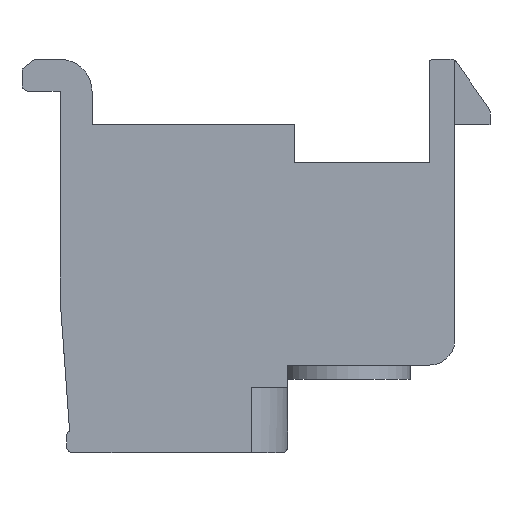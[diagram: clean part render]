
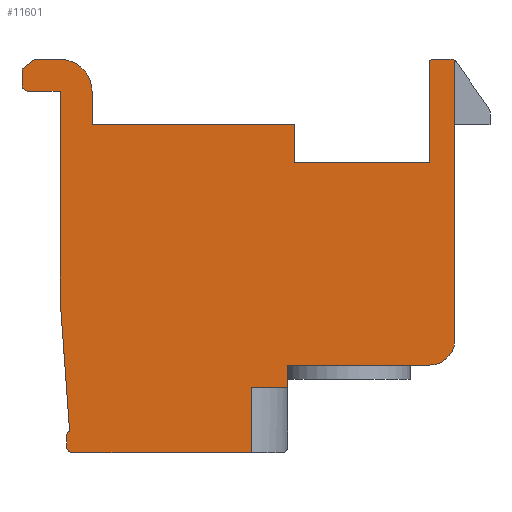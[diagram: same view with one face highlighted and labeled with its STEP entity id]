
A CAD part, front view. The second image highlights one B-rep face of the part: STEP entity #11601.
In plain terms, the highlighted planar face has unit normal (0, -1, 0).
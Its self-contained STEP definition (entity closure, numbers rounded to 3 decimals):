
#1=CARTESIAN_POINT('',(5.45,0.,-2.625));
#2=DIRECTION('',(0.,1.,0.));
#3=DIRECTION('',(1.,0.,0.));
#4=AXIS2_PLACEMENT_3D('',#1,#2,#3);
#6=DIRECTION('',(-1.,0.,0.));
#7=VECTOR('',#6,4.45);
#8=CARTESIAN_POINT('',(5.45,0.,-3.425));
#9=LINE('',#8,#7);
#10=DIRECTION('',(0.,0.,-1.));
#11=VECTOR('',#10,0.7);
#12=CARTESIAN_POINT('',(1.,0.,-3.425));
#13=LINE('',#12,#11);
#14=DIRECTION('',(1.,0.,0.));
#15=VECTOR('',#14,1.15);
#16=CARTESIAN_POINT('',(-0.15,0.,-4.125));
#17=LINE('',#16,#15);
#18=DIRECTION('',(0.,0.,1.));
#19=VECTOR('',#18,2.05);
#20=CARTESIAN_POINT('',(-0.15,0.,-6.175));
#21=LINE('',#20,#19);
#22=DIRECTION('',(-1.,0.,0.));
#23=VECTOR('',#22,5.6);
#24=CARTESIAN_POINT('',(-0.15,0.,-6.175));
#25=LINE('',#24,#23);
#26=CARTESIAN_POINT('',(-5.75,0.,-5.975));
#27=DIRECTION('',(0.,1.,0.));
#28=DIRECTION('',(0.,0.,-1.));
#29=AXIS2_PLACEMENT_3D('',#26,#27,#28);
#31=DIRECTION('',(0.,0.,1.));
#32=VECTOR('',#31,0.3);
#33=CARTESIAN_POINT('',(-5.95,0.,-5.975));
#34=LINE('',#33,#32);
#35=CARTESIAN_POINT('',(-5.75,0.,-5.675));
#36=DIRECTION('',(0.,1.,0.));
#37=DIRECTION('',(-1.,0.,0.));
#38=AXIS2_PLACEMENT_3D('',#35,#36,#37);
#40=DIRECTION('',(-0.072,0.,0.997));
#41=VECTOR('',#40,4.13);
#42=CARTESIAN_POINT('',(-5.854,0.,-5.504));
#43=LINE('',#42,#41);
#44=DIRECTION('',(0.,0.,1.));
#45=VECTOR('',#44,6.56);
#46=CARTESIAN_POINT('',(-6.15,0.,-1.385));
#47=LINE('',#46,#45);
#48=DIRECTION('',(-1.,0.,0.));
#49=VECTOR('',#48,1.);
#50=CARTESIAN_POINT('',(-6.15,0.,5.175));
#51=LINE('',#50,#49);
#52=CARTESIAN_POINT('',(-7.15,0.,5.375));
#53=DIRECTION('',(0.,1.,0.));
#54=DIRECTION('',(0.,0.,-1.));
#55=AXIS2_PLACEMENT_3D('',#52,#53,#54);
#57=DIRECTION('',(0.,0.,1.));
#58=VECTOR('',#57,0.5);
#59=CARTESIAN_POINT('',(-7.35,0.,5.375));
#60=LINE('',#59,#58);
#61=DIRECTION('',(0.785,0.,0.619));
#62=VECTOR('',#61,0.485);
#63=CARTESIAN_POINT('',(-7.35,0.,5.875));
#64=LINE('',#63,#62);
#65=DIRECTION('',(1.,0.,0.));
#66=VECTOR('',#65,0.819);
#67=CARTESIAN_POINT('',(-6.969,0.,6.175));
#68=LINE('',#67,#66);
#69=CARTESIAN_POINT('',(-6.15,0.,5.175));
#70=DIRECTION('',(0.,1.,0.));
#71=DIRECTION('',(0.,0.,1.));
#72=AXIS2_PLACEMENT_3D('',#69,#70,#71);
#74=DIRECTION('',(0.,0.,-1.));
#75=VECTOR('',#74,1.05);
#76=CARTESIAN_POINT('',(-5.15,0.,5.175));
#77=LINE('',#76,#75);
#78=DIRECTION('',(1.,0.,0.));
#79=VECTOR('',#78,6.35);
#80=CARTESIAN_POINT('',(-5.15,0.,4.125));
#81=LINE('',#80,#79);
#82=DIRECTION('',(0.,0.,-1.));
#83=VECTOR('',#82,1.2);
#84=CARTESIAN_POINT('',(1.2,0.,4.125));
#85=LINE('',#84,#83);
#86=DIRECTION('',(1.,0.,0.));
#87=VECTOR('',#86,4.25);
#88=CARTESIAN_POINT('',(1.2,0.,2.925));
#89=LINE('',#88,#87);
#90=DIRECTION('',(0.,0.,1.));
#91=VECTOR('',#90,3.213);
#92=CARTESIAN_POINT('',(5.45,0.,2.925));
#93=LINE('',#92,#91);
#94=CARTESIAN_POINT('',(5.565,0.,5.975));
#95=DIRECTION('',(0.,1.,0.));
#96=DIRECTION('',(-0.577,0.,0.816));
#97=AXIS2_PLACEMENT_3D('',#94,#95,#96);
#99=DIRECTION('',(1.,0.,0.));
#100=VECTOR('',#99,0.626);
#101=CARTESIAN_POINT('',(5.565,0.,6.175));
#102=LINE('',#101,#100);
#103=CARTESIAN_POINT('',(6.127,0.,5.986));
#104=DIRECTION('',(0.,1.,0.));
#105=DIRECTION('',(0.32,0.,0.947));
#106=AXIS2_PLACEMENT_3D('',#103,#104,#105);
#116=DIRECTION('',(0.,0.,1.));
#117=VECTOR('',#116,8.768);
#118=CARTESIAN_POINT('',(6.25,0.,-2.625));
#119=LINE('',#118,#117);
#8837=CARTESIAN_POINT('',(6.25,0.,-2.625));
#8838=CARTESIAN_POINT('',(5.45,0.,-3.425));
#8839=VERTEX_POINT('',#8837);
#8840=VERTEX_POINT('',#8838);
#8841=CARTESIAN_POINT('',(1.,0.,-3.425));
#8842=VERTEX_POINT('',#8841);
#8843=CARTESIAN_POINT('',(-5.75,0.,-6.175));
#8844=CARTESIAN_POINT('',(-5.95,0.,-5.975));
#8845=VERTEX_POINT('',#8843);
#8846=VERTEX_POINT('',#8844);
#8847=CARTESIAN_POINT('',(-5.95,0.,-5.675));
#8848=VERTEX_POINT('',#8847);
#8849=CARTESIAN_POINT('',(-5.854,0.,-5.504));
#8850=VERTEX_POINT('',#8849);
#8851=CARTESIAN_POINT('',(-6.15,0.,-1.385));
#8852=VERTEX_POINT('',#8851);
#8853=CARTESIAN_POINT('',(-6.15,0.,5.175));
#8854=VERTEX_POINT('',#8853);
#8855=CARTESIAN_POINT('',(-7.15,0.,5.175));
#8856=VERTEX_POINT('',#8855);
#8857=CARTESIAN_POINT('',(-7.35,0.,5.375));
#8858=VERTEX_POINT('',#8857);
#8859=CARTESIAN_POINT('',(-7.35,0.,5.875));
#8860=VERTEX_POINT('',#8859);
#8861=CARTESIAN_POINT('',(-6.969,0.,6.175));
#8862=VERTEX_POINT('',#8861);
#8863=CARTESIAN_POINT('',(-6.15,0.,6.175));
#8864=VERTEX_POINT('',#8863);
#8865=CARTESIAN_POINT('',(-5.15,0.,5.175));
#8866=VERTEX_POINT('',#8865);
#8867=CARTESIAN_POINT('',(-5.15,0.,4.125));
#8868=VERTEX_POINT('',#8867);
#8869=CARTESIAN_POINT('',(1.2,0.,4.125));
#8870=VERTEX_POINT('',#8869);
#8871=CARTESIAN_POINT('',(1.2,0.,2.925));
#8872=VERTEX_POINT('',#8871);
#8873=CARTESIAN_POINT('',(5.45,0.,2.925));
#8874=VERTEX_POINT('',#8873);
#8875=CARTESIAN_POINT('',(5.45,0.,6.138));
#8876=VERTEX_POINT('',#8875);
#8877=CARTESIAN_POINT('',(5.565,0.,6.175));
#8878=VERTEX_POINT('',#8877);
#8879=CARTESIAN_POINT('',(6.191,0.,6.175));
#8880=VERTEX_POINT('',#8879);
#9481=CARTESIAN_POINT('',(-0.15,0.,-6.175));
#9482=CARTESIAN_POINT('',(-0.15,0.,-4.125));
#9483=VERTEX_POINT('',#9481);
#9484=VERTEX_POINT('',#9482);
#9485=CARTESIAN_POINT('',(1.,0.,-4.125));
#9486=VERTEX_POINT('',#9485);
#9505=CARTESIAN_POINT('',(6.25,0.,6.143));
#9507=VERTEX_POINT('',#9505);
#11542=CARTESIAN_POINT('',(0.,0.,0.));
#11543=DIRECTION('',(0.,1.,0.));
#11544=DIRECTION('',(1.,0.,0.));
#11545=AXIS2_PLACEMENT_3D('',#11542,#11543,#11544);
#11546=PLANE('',#11545);
#11548=ORIENTED_EDGE('',*,*,#11547,.F.);
#11550=ORIENTED_EDGE('',*,*,#11549,.T.);
#11552=ORIENTED_EDGE('',*,*,#11551,.T.);
#11554=ORIENTED_EDGE('',*,*,#11553,.T.);
#11556=ORIENTED_EDGE('',*,*,#11555,.F.);
#11558=ORIENTED_EDGE('',*,*,#11557,.F.);
#11560=ORIENTED_EDGE('',*,*,#11559,.T.);
#11562=ORIENTED_EDGE('',*,*,#11561,.T.);
#11564=ORIENTED_EDGE('',*,*,#11563,.T.);
#11566=ORIENTED_EDGE('',*,*,#11565,.T.);
#11568=ORIENTED_EDGE('',*,*,#11567,.T.);
#11570=ORIENTED_EDGE('',*,*,#11569,.T.);
#11572=ORIENTED_EDGE('',*,*,#11571,.T.);
#11574=ORIENTED_EDGE('',*,*,#11573,.T.);
#11576=ORIENTED_EDGE('',*,*,#11575,.T.);
#11578=ORIENTED_EDGE('',*,*,#11577,.T.);
#11580=ORIENTED_EDGE('',*,*,#11579,.T.);
#11582=ORIENTED_EDGE('',*,*,#11581,.T.);
#11584=ORIENTED_EDGE('',*,*,#11583,.T.);
#11586=ORIENTED_EDGE('',*,*,#11585,.T.);
#11588=ORIENTED_EDGE('',*,*,#11587,.T.);
#11590=ORIENTED_EDGE('',*,*,#11589,.T.);
#11592=ORIENTED_EDGE('',*,*,#11591,.T.);
#11594=ORIENTED_EDGE('',*,*,#11593,.T.);
#11596=ORIENTED_EDGE('',*,*,#11595,.T.);
#11598=ORIENTED_EDGE('',*,*,#11597,.T.);
#11599=EDGE_LOOP('',(#11548,#11550,#11552,#11554,#11556,#11558,#11560,#11562,
#11564,#11566,#11568,#11570,#11572,#11574,#11576,#11578,#11580,#11582,#11584,
#11586,#11588,#11590,#11592,#11594,#11596,#11598));
#11600=FACE_OUTER_BOUND('',#11599,.F.);
#11601=ADVANCED_FACE('',(#11600),#11546,.F.);
#5=CIRCLE('',#4,0.8);
#30=CIRCLE('',#29,0.2);
#39=CIRCLE('',#38,0.2);
#56=CIRCLE('',#55,0.2);
#73=CIRCLE('',#72,1.);
#98=CIRCLE('',#97,0.2);
#107=CIRCLE('',#106,0.2);
#11547=EDGE_CURVE('',#8839,#9507,#119,.T.);
#11549=EDGE_CURVE('',#8839,#8840,#5,.T.);
#11551=EDGE_CURVE('',#8840,#8842,#9,.T.);
#11553=EDGE_CURVE('',#8842,#9486,#13,.T.);
#11555=EDGE_CURVE('',#9484,#9486,#17,.T.);
#11557=EDGE_CURVE('',#9483,#9484,#21,.T.);
#11559=EDGE_CURVE('',#9483,#8845,#25,.T.);
#11561=EDGE_CURVE('',#8845,#8846,#30,.T.);
#11563=EDGE_CURVE('',#8846,#8848,#34,.T.);
#11565=EDGE_CURVE('',#8848,#8850,#39,.T.);
#11567=EDGE_CURVE('',#8850,#8852,#43,.T.);
#11569=EDGE_CURVE('',#8852,#8854,#47,.T.);
#11571=EDGE_CURVE('',#8854,#8856,#51,.T.);
#11573=EDGE_CURVE('',#8856,#8858,#56,.T.);
#11575=EDGE_CURVE('',#8858,#8860,#60,.T.);
#11577=EDGE_CURVE('',#8860,#8862,#64,.T.);
#11579=EDGE_CURVE('',#8862,#8864,#68,.T.);
#11581=EDGE_CURVE('',#8864,#8866,#73,.T.);
#11583=EDGE_CURVE('',#8866,#8868,#77,.T.);
#11585=EDGE_CURVE('',#8868,#8870,#81,.T.);
#11587=EDGE_CURVE('',#8870,#8872,#85,.T.);
#11589=EDGE_CURVE('',#8872,#8874,#89,.T.);
#11591=EDGE_CURVE('',#8874,#8876,#93,.T.);
#11593=EDGE_CURVE('',#8876,#8878,#98,.T.);
#11595=EDGE_CURVE('',#8878,#8880,#102,.T.);
#11597=EDGE_CURVE('',#8880,#9507,#107,.T.);
